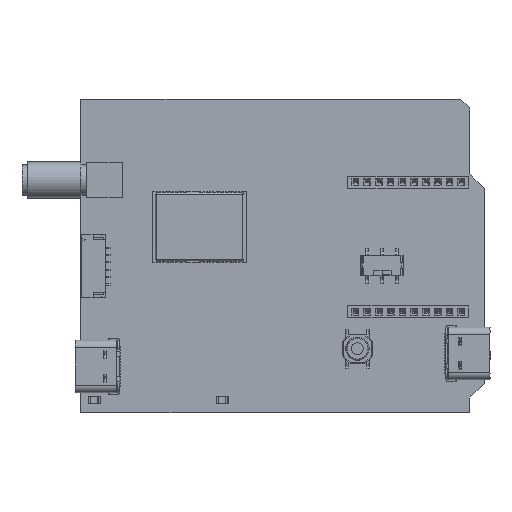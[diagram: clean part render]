
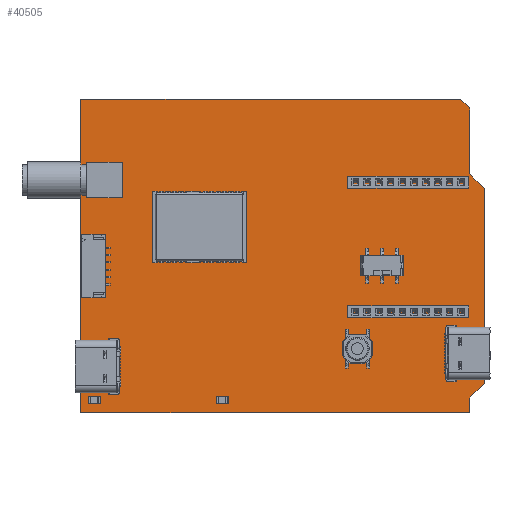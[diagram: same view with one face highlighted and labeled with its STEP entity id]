
A CAD part, top view. The second image highlights one B-rep face of the part: STEP entity #40505.
In plain terms, the highlighted planar face has unit normal (0, 0, 1).
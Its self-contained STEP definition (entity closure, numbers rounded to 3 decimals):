
#862 = CARTESIAN_POINT ( 'NONE',  ( 66.04, 2.54, 0. ) ) ;
#2595 = DIRECTION ( 'NONE',  ( 1., 0., 0. ) ) ;
#3446 = VECTOR ( 'NONE', #9031, 1000. ) ;
#5647 = CARTESIAN_POINT ( 'NONE',  ( 64.516, 53.34, 0. ) ) ;
#6482 = EDGE_CURVE ( 'NONE', #30369, #43287, #43201, .T. ) ;
#7266 = CARTESIAN_POINT ( 'NONE',  ( 68.58, 5.08, 0. ) ) ;
#9031 = DIRECTION ( 'NONE',  ( 0., 1., 0. ) ) ;
#10642 = VECTOR ( 'NONE', #63247, 1000. ) ;
#11250 = LINE ( 'NONE', #34436, #55289 ) ;
#11671 = VERTEX_POINT ( 'NONE', #25008 ) ;
#13615 = ORIENTED_EDGE ( 'NONE', *, *, #6482, .T. ) ;
#14727 = CARTESIAN_POINT ( 'NONE',  ( 68.58, 38.1, 0. ) ) ;
#16759 = CARTESIAN_POINT ( 'NONE',  ( 66.04, 40.64, 0. ) ) ;
#18039 = DIRECTION ( 'NONE',  ( 0., 1., 0. ) ) ;
#18245 = EDGE_CURVE ( 'NONE', #28664, #11671, #68664, .T. ) ;
#20053 = PLANE ( 'NONE',  #60444 ) ;
#20686 = CARTESIAN_POINT ( 'NONE',  ( 68.58, 5.08, 0. ) ) ;
#21408 = EDGE_CURVE ( 'NONE', #57371, #70066, #29060, .T. ) ;
#23815 = VERTEX_POINT ( 'NONE', #35948 ) ;
#25008 = CARTESIAN_POINT ( 'NONE',  ( 0., 0., 0. ) ) ;
#27070 = ORIENTED_EDGE ( 'NONE', *, *, #64413, .T. ) ;
#27316 = LINE ( 'NONE', #60399, #65640 ) ;
#28536 = CARTESIAN_POINT ( 'NONE',  ( 66.04, 0., 0. ) ) ;
#28664 = VERTEX_POINT ( 'NONE', #50374 ) ;
#29060 = LINE ( 'NONE', #58668, #40661 ) ;
#29617 = VECTOR ( 'NONE', #59566, 1000. ) ;
#30369 = VERTEX_POINT ( 'NONE', #16759 ) ;
#31596 = EDGE_CURVE ( 'NONE', #70066, #32137, #27316, .T. ) ;
#31839 = CARTESIAN_POINT ( 'NONE',  ( 66.04, 51.816, 0. ) ) ;
#32137 = VERTEX_POINT ( 'NONE', #20686 ) ;
#34263 = EDGE_CURVE ( 'NONE', #23815, #30369, #48147, .T. ) ;
#34436 = CARTESIAN_POINT ( 'NONE',  ( 0., 0., 0. ) ) ;
#35434 = EDGE_CURVE ( 'NONE', #32137, #23815, #64646, .T. ) ;
#35948 = CARTESIAN_POINT ( 'NONE',  ( 68.58, 38.1, 0. ) ) ;
#36098 = ORIENTED_EDGE ( 'NONE', *, *, #31596, .T. ) ;
#37325 = ORIENTED_EDGE ( 'NONE', *, *, #35434, .T. ) ;
#37618 = DIRECTION ( 'NONE',  ( 0.707, 0.707, 0. ) ) ;
#39803 = DIRECTION ( 'NONE',  ( 0., -1., 0. ) ) ;
#40505 = ADVANCED_FACE ( 'NONE', ( #70645 ), #20053, .T. ) ;
#40661 = VECTOR ( 'NONE', #18039, 1000. ) ;
#41033 = VECTOR ( 'NONE', #56097, 1000. ) ;
#41394 = ORIENTED_EDGE ( 'NONE', *, *, #34263, .T. ) ;
#42141 = CARTESIAN_POINT ( 'NONE',  ( 0., 0., 0. ) ) ;
#42496 = DIRECTION ( 'NONE',  ( 0., 0., 1. ) ) ;
#42920 = ORIENTED_EDGE ( 'NONE', *, *, #18245, .T. ) ;
#43201 = LINE ( 'NONE', #61069, #3446 ) ;
#43287 = VERTEX_POINT ( 'NONE', #47746 ) ;
#45422 = CARTESIAN_POINT ( 'NONE',  ( 64.516, 53.34, 0. ) ) ;
#45826 = CARTESIAN_POINT ( 'NONE',  ( 0., 53.34, 0. ) ) ;
#47746 = CARTESIAN_POINT ( 'NONE',  ( 66.04, 51.816, 0. ) ) ;
#47873 = DIRECTION ( 'NONE',  ( 0., 1., 0. ) ) ;
#48147 = LINE ( 'NONE', #14727, #29617 ) ;
#50374 = CARTESIAN_POINT ( 'NONE',  ( 0., 53.34, 0. ) ) ;
#50556 = ORIENTED_EDGE ( 'NONE', *, *, #55897, .T. ) ;
#54050 = VECTOR ( 'NONE', #39803, 1000. ) ;
#55289 = VECTOR ( 'NONE', #62542, 1000. ) ;
#55897 = EDGE_CURVE ( 'NONE', #11671, #57371, #11250, .T. ) ;
#56097 = DIRECTION ( 'NONE',  ( -1., 0., 0. ) ) ;
#57371 = VERTEX_POINT ( 'NONE', #28536 ) ;
#58668 = CARTESIAN_POINT ( 'NONE',  ( 66.04, 0., 0. ) ) ;
#58726 = VECTOR ( 'NONE', #47873, 1000. ) ;
#59065 = EDGE_LOOP ( 'NONE', ( #42920, #50556, #70675, #36098, #37325, #41394, #13615, #27070, #64546 ) ) ;
#59566 = DIRECTION ( 'NONE',  ( -0.707, 0.707, 0. ) ) ;
#60399 = CARTESIAN_POINT ( 'NONE',  ( 66.04, 2.54, 0. ) ) ;
#60444 = AXIS2_PLACEMENT_3D ( 'NONE', #42141, #42496, #2595 ) ;
#61069 = CARTESIAN_POINT ( 'NONE',  ( 66.04, 40.64, 0. ) ) ;
#62542 = DIRECTION ( 'NONE',  ( 1., 0., 0. ) ) ;
#62861 = EDGE_CURVE ( 'NONE', #72790, #28664, #74357, .T. ) ;
#63247 = DIRECTION ( 'NONE',  ( -0.707, 0.707, 0. ) ) ;
#64413 = EDGE_CURVE ( 'NONE', #43287, #72790, #72857, .T. ) ;
#64546 = ORIENTED_EDGE ( 'NONE', *, *, #62861, .T. ) ;
#64646 = LINE ( 'NONE', #7266, #58726 ) ;
#65640 = VECTOR ( 'NONE', #37618, 1000. ) ;
#68664 = LINE ( 'NONE', #45826, #54050 ) ;
#70066 = VERTEX_POINT ( 'NONE', #862 ) ;
#70645 = FACE_OUTER_BOUND ( 'NONE', #59065, .T. ) ;
#70675 = ORIENTED_EDGE ( 'NONE', *, *, #21408, .T. ) ;
#72790 = VERTEX_POINT ( 'NONE', #5647 ) ;
#72857 = LINE ( 'NONE', #31839, #10642 ) ;
#74357 = LINE ( 'NONE', #45422, #41033 ) ;
